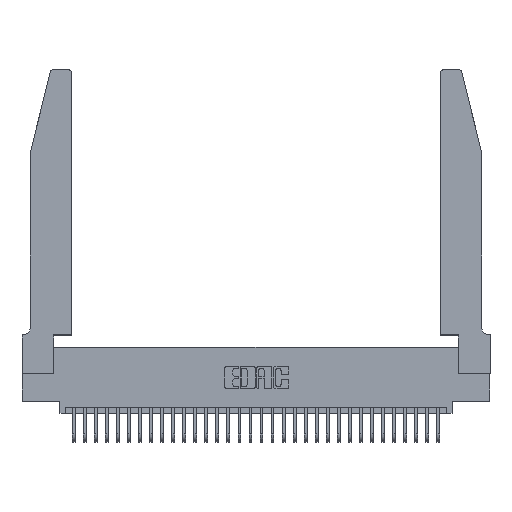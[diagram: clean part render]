
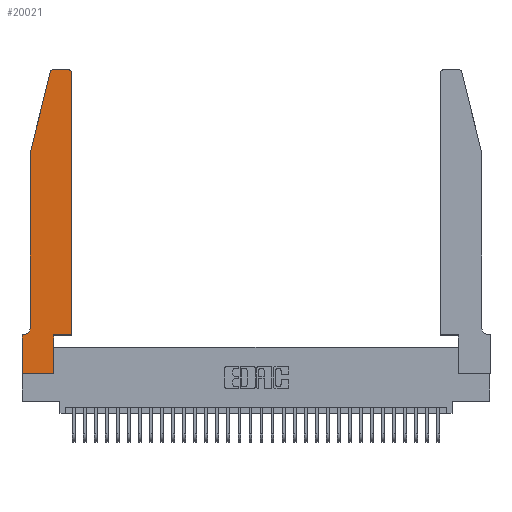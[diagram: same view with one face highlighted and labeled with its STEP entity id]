
A CAD part, top view. The second image highlights one B-rep face of the part: STEP entity #20021.
In plain terms, the highlighted planar face has unit normal (0, 0, 1).
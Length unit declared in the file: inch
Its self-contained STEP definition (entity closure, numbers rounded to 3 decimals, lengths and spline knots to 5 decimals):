
#368 = CARTESIAN_POINT ( 'NONE',  ( 0.25487, 2.72718, 0.37 ) ) ;
#680 = CARTESIAN_POINT ( 'NONE',  ( 0.4205, 2.75, 0.37 ) ) ;
#688 = CARTESIAN_POINT ( 'NONE',  ( 0., 0., 0.37 ) ) ;
#847 = EDGE_CURVE ( 'NONE', #2006, #8588, #23703, .T. ) ;
#1311 = CARTESIAN_POINT ( 'NONE',  ( 0.0755, 2., 0.37 ) ) ;
#1973 = VERTEX_POINT ( 'NONE', #10182 ) ;
#1992 = LINE ( 'NONE', #688, #14460 ) ;
#2006 = VERTEX_POINT ( 'NONE', #10637 ) ;
#2034 = EDGE_CURVE ( 'NONE', #21673, #20022, #24023, .T. ) ;
#2074 = VERTEX_POINT ( 'NONE', #680 ) ;
#2683 = ORIENTED_EDGE ( 'NONE', *, *, #31817, .T. ) ;
#3016 = LINE ( 'NONE', #28082, #10081 ) ;
#4683 = LINE ( 'NONE', #19104, #18810 ) ;
#4939 = CARTESIAN_POINT ( 'NONE',  ( 0.284, 2.72, 0.37 ) ) ;
#4969 = EDGE_CURVE ( 'NONE', #21003, #2074, #32073, .T. ) ;
#5732 = EDGE_LOOP ( 'NONE', ( #30612, #28989, #2683, #22131, #23700, #31785, #32838, #19999, #13797, #11567, #18844, #26665 ) ) ;
#5870 = DIRECTION ( 'NONE',  ( -1., 0., 0. ) ) ;
#6280 = EDGE_CURVE ( 'NONE', #20022, #21003, #28910, .T. ) ;
#6725 = EDGE_CURVE ( 'NONE', #27736, #29875, #20182, .T. ) ;
#7507 = DIRECTION ( 'NONE',  ( 0., 0., -1. ) ) ;
#7625 = DIRECTION ( 'NONE',  ( 1., 0., 0. ) ) ;
#8588 = VERTEX_POINT ( 'NONE', #28466 ) ;
#9133 = CARTESIAN_POINT ( 'NONE',  ( 0.4505, 0.35, 0.37 ) ) ;
#9558 = DIRECTION ( 'NONE',  ( -0.239, -0.971, 0. ) ) ;
#9578 = DIRECTION ( 'NONE',  ( -1., 0., 0. ) ) ;
#9930 = VECTOR ( 'NONE', #19998, 39.37008 ) ;
#10081 = VECTOR ( 'NONE', #9578, 39.37008 ) ;
#10096 = VECTOR ( 'NONE', #16568, 39.37008 ) ;
#10182 = CARTESIAN_POINT ( 'NONE',  ( 0.0055, 0.35, 0.37 ) ) ;
#10356 = EDGE_CURVE ( 'NONE', #22386, #10515, #17507, .T. ) ;
#10515 = VERTEX_POINT ( 'NONE', #28437 ) ;
#10637 = CARTESIAN_POINT ( 'NONE',  ( 0., 0., 0.37 ) ) ;
#10840 = FACE_OUTER_BOUND ( 'NONE', #5732, .T. ) ;
#11567 = ORIENTED_EDGE ( 'NONE', *, *, #2034, .T. ) ;
#11817 = PLANE ( 'NONE',  #21890 ) ;
#12270 = EDGE_CURVE ( 'NONE', #2074, #27736, #3016, .T. ) ;
#12789 = CARTESIAN_POINT ( 'NONE',  ( 0.4205, 2.72, 0.37 ) ) ;
#13797 = ORIENTED_EDGE ( 'NONE', *, *, #28487, .T. ) ;
#13891 = CARTESIAN_POINT ( 'NONE',  ( 0.2865, 0.35, 0.37 ) ) ;
#14044 = VECTOR ( 'NONE', #9558, 39.37008 ) ;
#14460 = VECTOR ( 'NONE', #24603, 39.37008 ) ;
#14479 = DIRECTION ( 'NONE',  ( 0., 0., 1. ) ) ;
#14608 = EDGE_CURVE ( 'NONE', #22761, #2006, #1992, .T. ) ;
#15455 = DIRECTION ( 'NONE',  ( 1., 0., 0. ) ) ;
#16568 = DIRECTION ( 'NONE',  ( 0., 1., 0. ) ) ;
#16765 = CARTESIAN_POINT ( 'NONE',  ( 0.2865, 0.35, 0.37 ) ) ;
#17255 = DIRECTION ( 'NONE',  ( 0., -1., 0. ) ) ;
#17507 = LINE ( 'NONE', #1311, #30713 ) ;
#18810 = VECTOR ( 'NONE', #5870, 39.37008 ) ;
#18844 = ORIENTED_EDGE ( 'NONE', *, *, #6280, .T. ) ;
#19104 = CARTESIAN_POINT ( 'NONE',  ( 0.0755, 0.35, 0.37 ) ) ;
#19699 = CARTESIAN_POINT ( 'NONE',  ( 0., 0.35, 0.37 ) ) ;
#19998 = DIRECTION ( 'NONE',  ( 1., 0., 0. ) ) ;
#19999 = ORIENTED_EDGE ( 'NONE', *, *, #847, .T. ) ;
#20021 = ADVANCED_FACE ( 'NONE', ( #10840 ), #11817, .T. ) ;
#20022 = VERTEX_POINT ( 'NONE', #9133 ) ;
#20182 = CIRCLE ( 'NONE', #21006, 0.03 ) ;
#20212 = VECTOR ( 'NONE', #24334, 39.37008 ) ;
#20848 = CARTESIAN_POINT ( 'NONE',  ( 0.4505, 0.35, 0.37 ) ) ;
#21003 = VERTEX_POINT ( 'NONE', #26734 ) ;
#21006 = AXIS2_PLACEMENT_3D ( 'NONE', #4939, #23503, #7625 ) ;
#21100 = LINE ( 'NONE', #22760, #14044 ) ;
#21673 = VERTEX_POINT ( 'NONE', #16765 ) ;
#21890 = AXIS2_PLACEMENT_3D ( 'NONE', #19699, #14479, #32967 ) ;
#22131 = ORIENTED_EDGE ( 'NONE', *, *, #10356, .T. ) ;
#22386 = VERTEX_POINT ( 'NONE', #32751 ) ;
#22502 = AXIS2_PLACEMENT_3D ( 'NONE', #12789, #31277, #15455 ) ;
#22760 = CARTESIAN_POINT ( 'NONE',  ( 0.0755, 2., 0.37 ) ) ;
#22761 = VERTEX_POINT ( 'NONE', #26270 ) ;
#23395 = CARTESIAN_POINT ( 'NONE',  ( 0.0055, 0.42, 0.37 ) ) ;
#23439 = EDGE_CURVE ( 'NONE', #10515, #1973, #26743, .T. ) ;
#23503 = DIRECTION ( 'NONE',  ( 0., 0., 1. ) ) ;
#23700 = ORIENTED_EDGE ( 'NONE', *, *, #23439, .T. ) ;
#23703 = LINE ( 'NONE', #31480, #29872 ) ;
#23889 = DIRECTION ( 'NONE',  ( 1., 0., 0. ) ) ;
#24023 = LINE ( 'NONE', #20848, #9930 ) ;
#24334 = DIRECTION ( 'NONE',  ( 0., 1., 0. ) ) ;
#24603 = DIRECTION ( 'NONE',  ( 0., -1., 0. ) ) ;
#26022 = DIRECTION ( 'NONE',  ( -1., 0., 0. ) ) ;
#26270 = CARTESIAN_POINT ( 'NONE',  ( 0., 0.35, 0.37 ) ) ;
#26665 = ORIENTED_EDGE ( 'NONE', *, *, #4969, .T. ) ;
#26734 = CARTESIAN_POINT ( 'NONE',  ( 0.4505, 2.72, 0.37 ) ) ;
#26743 = CIRCLE ( 'NONE', #30546, 0.07 ) ;
#27736 = VERTEX_POINT ( 'NONE', #31960 ) ;
#28082 = CARTESIAN_POINT ( 'NONE',  ( 0.2605, 2.75, 0.37 ) ) ;
#28437 = CARTESIAN_POINT ( 'NONE',  ( 0.0755, 0.42, 0.37 ) ) ;
#28466 = CARTESIAN_POINT ( 'NONE',  ( 0.2865, 0., 0.37 ) ) ;
#28484 = EDGE_CURVE ( 'NONE', #1973, #22761, #4683, .T. ) ;
#28487 = EDGE_CURVE ( 'NONE', #8588, #21673, #31185, .T. ) ;
#28910 = LINE ( 'NONE', #32177, #20212 ) ;
#28989 = ORIENTED_EDGE ( 'NONE', *, *, #6725, .T. ) ;
#29872 = VECTOR ( 'NONE', #23889, 39.37008 ) ;
#29875 = VERTEX_POINT ( 'NONE', #368 ) ;
#30546 = AXIS2_PLACEMENT_3D ( 'NONE', #23395, #7507, #26022 ) ;
#30612 = ORIENTED_EDGE ( 'NONE', *, *, #12270, .T. ) ;
#30713 = VECTOR ( 'NONE', #17255, 39.37008 ) ;
#31185 = LINE ( 'NONE', #13891, #10096 ) ;
#31277 = DIRECTION ( 'NONE',  ( 0., 0., 1. ) ) ;
#31480 = CARTESIAN_POINT ( 'NONE',  ( 0., 0., 0.37 ) ) ;
#31785 = ORIENTED_EDGE ( 'NONE', *, *, #28484, .T. ) ;
#31817 = EDGE_CURVE ( 'NONE', #29875, #22386, #21100, .T. ) ;
#31960 = CARTESIAN_POINT ( 'NONE',  ( 0.284, 2.75, 0.37 ) ) ;
#32073 = CIRCLE ( 'NONE', #22502, 0.03 ) ;
#32177 = CARTESIAN_POINT ( 'NONE',  ( 0.4505, 0.35, 0.37 ) ) ;
#32751 = CARTESIAN_POINT ( 'NONE',  ( 0.0755, 2., 0.37 ) ) ;
#32838 = ORIENTED_EDGE ( 'NONE', *, *, #14608, .T. ) ;
#32967 = DIRECTION ( 'NONE',  ( 1., 0., 0. ) ) ;
